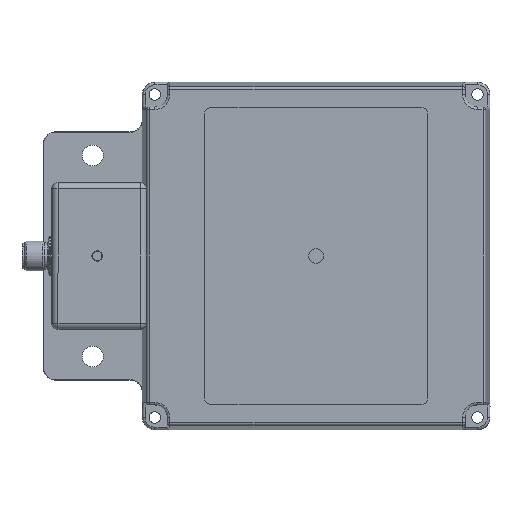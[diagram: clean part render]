
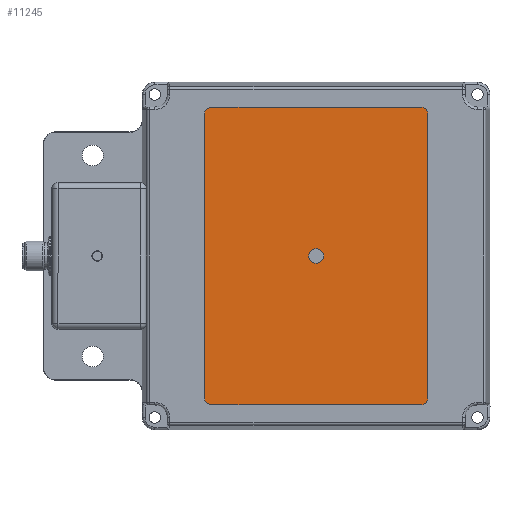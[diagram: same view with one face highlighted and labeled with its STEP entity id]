
A CAD part, front view. The second image highlights one B-rep face of the part: STEP entity #11245.
In plain terms, the highlighted face is planar.
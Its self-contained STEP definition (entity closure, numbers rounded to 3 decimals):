
#9108=CARTESIAN_POINT('',(0.,17.2,0.));
#9109=DIRECTION('',(0.,1.,0.));
#9110=DIRECTION('',(1.,0.,0.));
#9111=AXIS2_PLACEMENT_3D('',#9108,#9109,#9110);
#9113=CARTESIAN_POINT('',(0.,17.2,0.));
#9114=DIRECTION('',(0.,1.,0.));
#9115=DIRECTION('',(-1.,0.,0.));
#9116=AXIS2_PLACEMENT_3D('',#9113,#9114,#9115);
#9118=CARTESIAN_POINT('',(-42.,17.2,57.));
#9119=DIRECTION('',(0.,1.,0.));
#9120=DIRECTION('',(-1.,0.,0.));
#9121=AXIS2_PLACEMENT_3D('',#9118,#9119,#9120);
#9123=DIRECTION('',(0.,0.,1.));
#9124=VECTOR('',#9123,114.);
#9125=CARTESIAN_POINT('',(-45.,17.2,-57.));
#9126=LINE('',#9125,#9124);
#9127=CARTESIAN_POINT('',(-42.,17.2,-57.));
#9128=DIRECTION('',(0.,1.,0.));
#9129=DIRECTION('',(0.,0.,-1.));
#9130=AXIS2_PLACEMENT_3D('',#9127,#9128,#9129);
#9132=DIRECTION('',(-1.,0.,0.));
#9133=VECTOR('',#9132,84.);
#9134=CARTESIAN_POINT('',(42.,17.2,-60.));
#9135=LINE('',#9134,#9133);
#9136=CARTESIAN_POINT('',(42.,17.2,-57.));
#9137=DIRECTION('',(0.,1.,0.));
#9138=DIRECTION('',(1.,0.,0.));
#9139=AXIS2_PLACEMENT_3D('',#9136,#9137,#9138);
#9141=DIRECTION('',(0.,0.,-1.));
#9142=VECTOR('',#9141,114.);
#9143=CARTESIAN_POINT('',(45.,17.2,57.));
#9144=LINE('',#9143,#9142);
#9145=CARTESIAN_POINT('',(42.,17.2,57.));
#9146=DIRECTION('',(0.,1.,0.));
#9147=DIRECTION('',(0.,0.,1.));
#9148=AXIS2_PLACEMENT_3D('',#9145,#9146,#9147);
#9150=DIRECTION('',(1.,0.,0.));
#9151=VECTOR('',#9150,84.);
#9152=CARTESIAN_POINT('',(-42.,17.2,60.));
#9153=LINE('',#9152,#9151);
#9873=CARTESIAN_POINT('',(3.,17.2,0.));
#9874=CARTESIAN_POINT('',(-3.,17.2,0.));
#9875=VERTEX_POINT('',#9873);
#9876=VERTEX_POINT('',#9874);
#9877=CARTESIAN_POINT('',(-45.,17.2,57.));
#9878=CARTESIAN_POINT('',(-42.,17.2,60.));
#9879=VERTEX_POINT('',#9877);
#9880=VERTEX_POINT('',#9878);
#9885=CARTESIAN_POINT('',(-42.,17.2,-60.));
#9886=CARTESIAN_POINT('',(-45.,17.2,-57.));
#9887=VERTEX_POINT('',#9885);
#9888=VERTEX_POINT('',#9886);
#9893=CARTESIAN_POINT('',(45.,17.2,-57.));
#9894=CARTESIAN_POINT('',(42.,17.2,-60.));
#9895=VERTEX_POINT('',#9893);
#9896=VERTEX_POINT('',#9894);
#9901=CARTESIAN_POINT('',(42.,17.2,60.));
#9902=CARTESIAN_POINT('',(45.,17.2,57.));
#9903=VERTEX_POINT('',#9901);
#9904=VERTEX_POINT('',#9902);
#11218=CARTESIAN_POINT('',(0.,17.2,-70.));
#11219=DIRECTION('',(0.,1.,0.));
#11220=DIRECTION('',(1.,0.,0.));
#11221=AXIS2_PLACEMENT_3D('',#11218,#11219,#11220);
#11222=PLANE('',#11221);
#11224=ORIENTED_EDGE('',*,*,#11223,.F.);
#11226=ORIENTED_EDGE('',*,*,#11225,.F.);
#11227=ORIENTED_EDGE('',*,*,#11202,.F.);
#11228=ORIENTED_EDGE('',*,*,#11185,.F.);
#11230=ORIENTED_EDGE('',*,*,#11229,.F.);
#11232=ORIENTED_EDGE('',*,*,#11231,.F.);
#11234=ORIENTED_EDGE('',*,*,#11233,.F.);
#11236=ORIENTED_EDGE('',*,*,#11235,.F.);
#11237=EDGE_LOOP('',(#11224,#11226,#11227,#11228,#11230,#11232,#11234,#11236));
#11238=FACE_OUTER_BOUND('',#11237,.F.);
#11240=ORIENTED_EDGE('',*,*,#11239,.T.);
#11242=ORIENTED_EDGE('',*,*,#11241,.T.);
#11243=EDGE_LOOP('',(#11240,#11242));
#11244=FACE_BOUND('',#11243,.F.);
#9112=CIRCLE('',#9111,3.);
#9117=CIRCLE('',#9116,3.);
#9122=CIRCLE('',#9121,3.);
#9131=CIRCLE('',#9130,3.);
#9140=CIRCLE('',#9139,3.);
#9149=CIRCLE('',#9148,3.);
#11185=EDGE_CURVE('',#9896,#9887,#9135,.T.);
#11202=EDGE_CURVE('',#9887,#9888,#9131,.T.);
#11223=EDGE_CURVE('',#9879,#9880,#9122,.T.);
#11225=EDGE_CURVE('',#9888,#9879,#9126,.T.);
#11229=EDGE_CURVE('',#9895,#9896,#9140,.T.);
#11231=EDGE_CURVE('',#9904,#9895,#9144,.T.);
#11233=EDGE_CURVE('',#9903,#9904,#9149,.T.);
#11235=EDGE_CURVE('',#9880,#9903,#9153,.T.);
#11239=EDGE_CURVE('',#9875,#9876,#9112,.T.);
#11241=EDGE_CURVE('',#9876,#9875,#9117,.T.);
#11245=ADVANCED_FACE('',(#11238,#11244),#11222,.T.);
